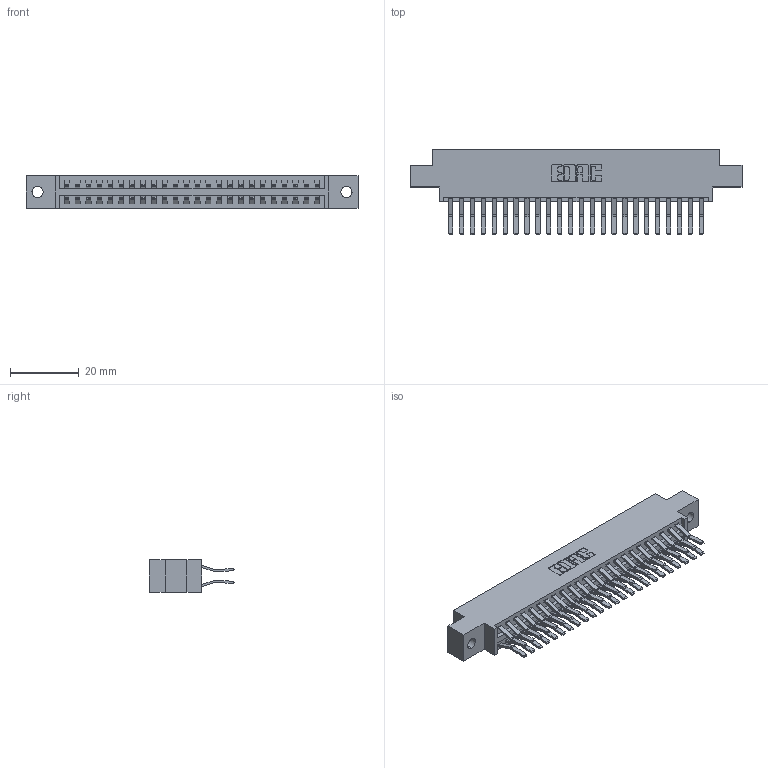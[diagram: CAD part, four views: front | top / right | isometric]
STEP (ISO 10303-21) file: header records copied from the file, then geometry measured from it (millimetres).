
FILE_DESCRIPTION (( 'STEP AP203' ), '1' );
FILE_NAME ('346-048-560-802.STEP', '2022-05-20T22:25:36', ( '' ), ( '' ), 'SwSTEP 2.0', 'SolidWorks 2020', '' );
FILE_SCHEMA (( 'CONFIG_CONTROL_DESIGN' ));
Length unit declared in the file: inch
Products named in the file (3): 346 Part_0.170 Offset - 0.128 Dia; 345-292-001_560 Tail; 346-048-560-802
Assembly tree (49 placements, depth 2):
  346-048-560-802
    346 Part_0.170 Offset - 0.128 Dia
    345-292-001_560 Tail  x48
Bounding box: 96.77 x 24.78 x 9.4 mm (x, y, z)
Volume: 9420.2 mm3; surface area: 13415.5 mm2
Topology: 49 solids, 49 shells, 2718 faces, 8069 edges, 5314 vertices
Faces by surface type: plane 1760, cylinder 958
Entity records: 18309 total; most frequent: CARTESIAN_POINT 3044, ORIENTED_EDGE 2978, DIRECTION 2737, EDGE_CURVE 1489, LINE 1257, VECTOR 1257, VERTEX_POINT 990, AXIS2_PLACEMENT_3D 740
